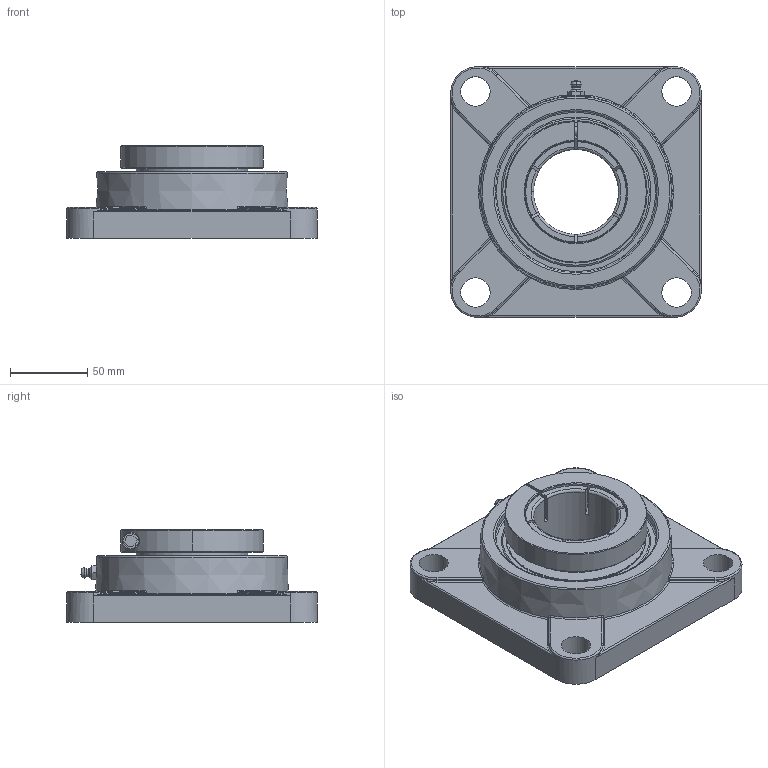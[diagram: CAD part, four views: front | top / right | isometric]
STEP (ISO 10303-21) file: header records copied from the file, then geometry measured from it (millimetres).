
FILE_DESCRIPTION(('HOOPS Exchange Step'),'2;1');
FILE_NAME('export-93572D95-56F8-4EDC-A920-4C273B039093.stp','2019-12-12T16:03:20+16:00',('ibuslach'),('Alibre'),'HOOPS Exchange 2019.2','Alibre','Unknown authorisation');
FILE_SCHEMA( ('AP242_MANAGED_MODEL_BASED_3D_ENGINEERING_MIM_LF {1 0 10303 442 1 1 4 }') );
Length unit declared in the file: centimetre
Products named in the file (8): MRN SF 211; UCP ZERK 6mm; SUE 211 SHIELD; SUE 211 LOCK RING; SUE 211 BOLT; SUE 211 RACES; MRN SUE 211; MRN SUEF 211
Assembly tree (8 placements, depth 3):
  MRN SUEF 211
    MRN SF 211
    UCP ZERK 6mm
    MRN SUE 211
      SUE 211 SHIELD  x2
      SUE 211 LOCK RING
      SUE 211 BOLT
      SUE 211 RACES
Bounding box: 162 x 162 x 59.9 mm (x, y, z)
Volume: 561724.1 mm3; surface area: 144159.4 mm2
Topology: 8 solids, 8 shells, 310 faces, 820 edges, 506 vertices
Faces by surface type: plane 90, cylinder 82, torus 50, cone 41, bspline 28, sphere 19
Full cylindrical faces by diameter (mm): 1.978 x2, 4.917 x2, 6 x2, 6.4 x1, 10 x1, 11.2 x1, 19 x4, 55 x1, 72 x4, 73.016 x2, 88 x2, 90 x2, 104.775 x1, 109.22 x1
Entity records: 16161 total; most frequent: CARTESIAN_POINT 8611, DIRECTION 1588, ORIENTED_EDGE 1552, EDGE_CURVE 776, AXIS2_PLACEMENT_3D 666, VERTEX_POINT 492, CIRCLE 367, EDGE_LOOP 334
